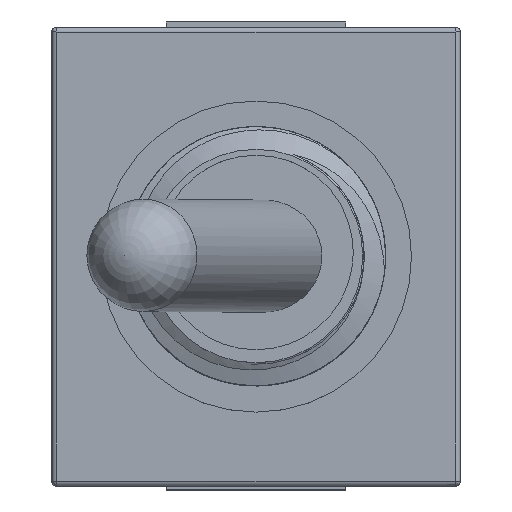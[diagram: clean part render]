
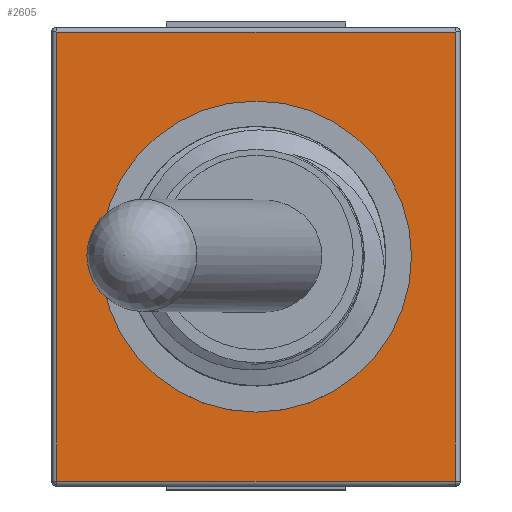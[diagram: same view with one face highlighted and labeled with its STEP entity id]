
A CAD part, top view. The second image highlights one B-rep face of the part: STEP entity #2605.
In plain terms, the highlighted planar face has unit normal (0, 0, 1).
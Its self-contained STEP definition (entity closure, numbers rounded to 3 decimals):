
#119=CIRCLE('',#2745,3.097);
#355=ORIENTED_EDGE('',*,*,#781,.T.);
#356=ORIENTED_EDGE('',*,*,#782,.T.);
#357=ORIENTED_EDGE('',*,*,#783,.T.);
#358=ORIENTED_EDGE('',*,*,#784,.T.);
#359=ORIENTED_EDGE('',*,*,#785,.T.);
#781=EDGE_CURVE('',#1006,#1007,#1159,.T.);
#782=EDGE_CURVE('',#1007,#1008,#1160,.T.);
#783=EDGE_CURVE('',#1008,#1009,#1161,.F.);
#784=EDGE_CURVE('',#1009,#1006,#1162,.F.);
#785=EDGE_CURVE('',#1010,#1010,#119,.T.);
#1006=VERTEX_POINT('',#4298);
#1007=VERTEX_POINT('',#4299);
#1008=VERTEX_POINT('',#4301);
#1009=VERTEX_POINT('',#4303);
#1010=VERTEX_POINT('',#4306);
#1159=LINE('',#4297,#1334);
#1160=LINE('',#4300,#1335);
#1161=LINE('',#4302,#1336);
#1162=LINE('',#4304,#1337);
#1334=VECTOR('',#3054,1000.);
#1335=VECTOR('',#3055,1000.);
#1336=VECTOR('',#3056,1000.);
#1337=VECTOR('',#3057,1000.);
#1480=EDGE_LOOP('',(#355,#356,#357,#358));
#1481=EDGE_LOOP('',(#359));
#1617=FACE_BOUND('',#1480,.T.);
#1618=FACE_BOUND('',#1481,.T.);
#1735=PLANE('',#2744);
#2605=ADVANCED_FACE('',(#1617,#1618),#1735,.T.);
#2744=AXIS2_PLACEMENT_3D('',#4296,#3052,#3053);
#2745=AXIS2_PLACEMENT_3D('',#4305,#3058,#3059);
#3052=DIRECTION('',(0.,0.,1.));
#3053=DIRECTION('',(1.,0.,0.));
#3054=DIRECTION('',(1.,0.,0.));
#3055=DIRECTION('',(0.,1.,0.));
#3056=DIRECTION('',(1.,0.,0.));
#3057=DIRECTION('',(0.,1.,0.));
#3058=DIRECTION('',(0.,0.,-1.));
#3059=DIRECTION('',(-1.,0.,0.));
#4296=CARTESIAN_POINT('',(0.,-4.7,8.175));
#4297=CARTESIAN_POINT('',(3.978,0.1,8.175));
#4298=CARTESIAN_POINT('',(-3.965,0.1,8.175));
#4299=CARTESIAN_POINT('',(3.965,0.1,8.175));
#4300=CARTESIAN_POINT('',(3.965,-4.7,8.175));
#4301=CARTESIAN_POINT('',(3.965,9.04,8.175));
#4302=CARTESIAN_POINT('',(0.,9.04,8.175));
#4303=CARTESIAN_POINT('',(-3.965,9.04,8.175));
#4304=CARTESIAN_POINT('',(-3.965,-4.7,8.175));
#4305=CARTESIAN_POINT('',(0.,4.57,8.175));
#4306=CARTESIAN_POINT('',(-3.097,4.57,8.175));
